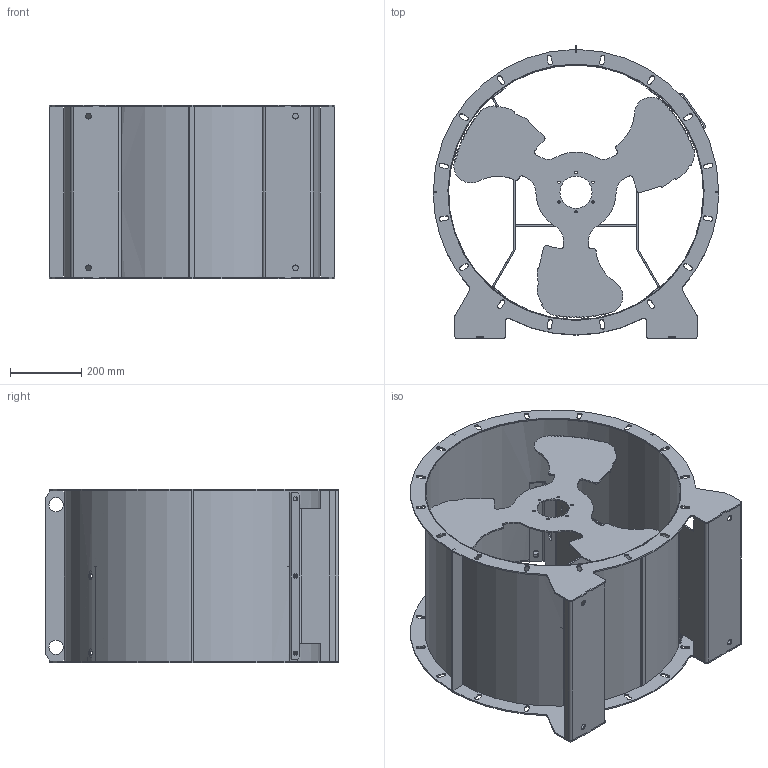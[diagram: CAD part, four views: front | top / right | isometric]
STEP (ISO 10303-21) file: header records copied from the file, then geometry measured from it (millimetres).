
FILE_DESCRIPTION(('STEP AP203'), '1');
FILE_NAME('蟲 7,1 L = 485擤', '', ('UNSPECIFIED'), ('UNSPECIFIED'), 'ASCON STEP Converter 1.3', 'ASCON Math Kernel', '');
FILE_SCHEMA(('CONFIG_CONTROL_DESIGN'));
Length unit declared in the file: millimetre
Products named in the file (11): 蟲 7.1
Assembly tree (14 placements, depth 3):
  蟲 7.1
    (unnamed)  x2
    (unnamed)
    (unnamed)  x2
    (unnamed)
      (unnamed)  x2
      (unnamed)
    (unnamed)
    (unnamed)  x2
    (unnamed)
    (unnamed)
Bounding box: 799.99 x 821.8 x 485 mm (x, y, z)
Volume: 6745766.2 mm3; surface area: 4784586.3 mm2
Topology: 13 solids, 13 shells, 1078 faces, 3016 edges, 1964 vertices
Faces by surface type: plane 691, cylinder 387
Full cylindrical faces by diameter (mm): 6.5 x6, 16 x4, 28 x1, 40 x6, 90 x1
Entity records: 35089 total; most frequent: CARTESIAN_POINT 7922, ORIENTED_EDGE 4256, DIRECTION 4254, EDGE_CURVE 2128, LINE 1484, VECTOR 1484, VERTEX_POINT 1400, AXIS2_PLACEMENT_3D 1385
